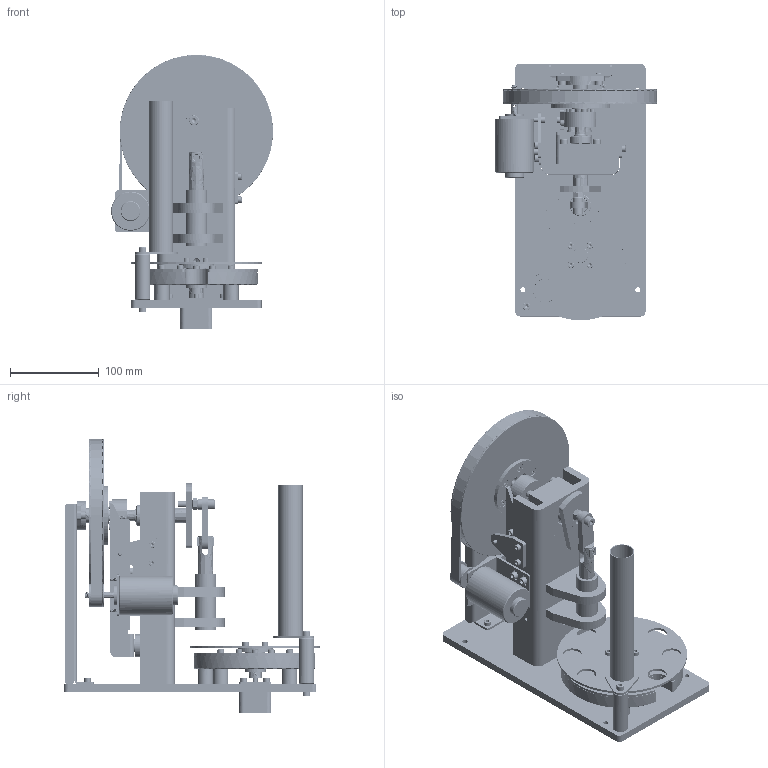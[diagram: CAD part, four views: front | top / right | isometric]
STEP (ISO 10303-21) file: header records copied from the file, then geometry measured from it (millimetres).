
FILE_DESCRIPTION(('FreeCAD Model'),'2;1');
FILE_NAME('Open CASCADE Shape Model','2025-05-04T15:26:44',('FreeCAD'),( 'FreeCAD'),'Open CASCADE STEP processor 7.6','FreeCAD','Unknown');
FILE_SCHEMA(('AUTOMOTIVE_DESIGN { 1 0 10303 214 1 1 1 1 }'));
Products named in the file (1): Open CASCADE STEP translator 7.6 1
Bounding box: 182.47 x 288.99 x 308.8 mm (x, y, z)
Volume: 1862503.9 mm3; surface area: 637741.4 mm2
Topology: 155 solids, 155 shells, 2305 faces, 6189 edges, 4242 vertices
Faces by surface type: bspline 2305
Entity records: 100993 total; most frequent: CARTESIAN_POINT 66424, ORIENTED_EDGE 12076, EDGE_CURVE 6038, VERTEX_POINT 4207, FACE_BOUND 2905, EDGE_LOOP 2878, B_SPLINE_CURVE_WITH_KNOTS 2764, ADVANCED_FACE 2305
